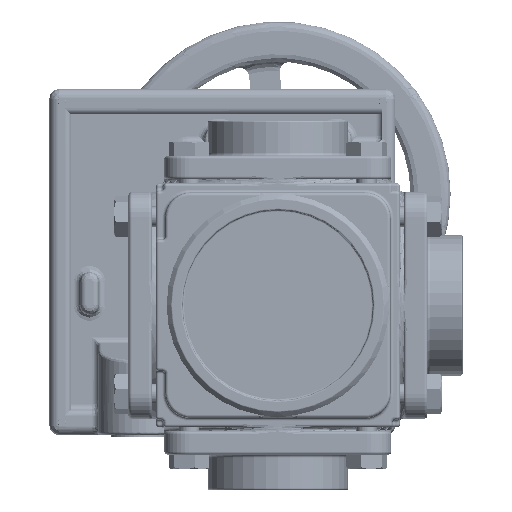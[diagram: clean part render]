
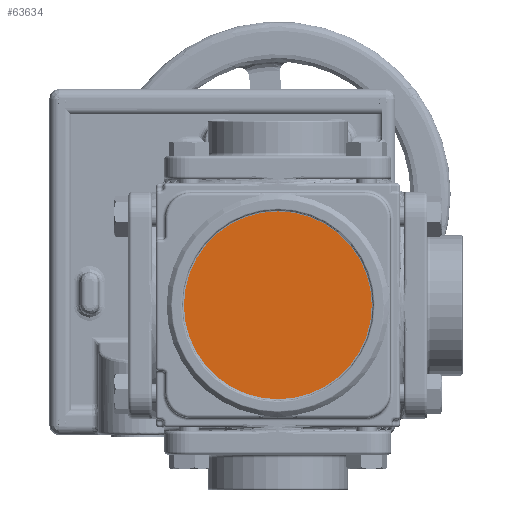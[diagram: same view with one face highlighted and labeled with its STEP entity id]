
A CAD part, front view. The second image highlights one B-rep face of the part: STEP entity #63634.
In plain terms, the highlighted planar face has unit normal (0, -1, 0).
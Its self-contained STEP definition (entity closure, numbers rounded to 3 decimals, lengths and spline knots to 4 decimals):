
#11599 = AXIS2_PLACEMENT_3D ( 'NONE', #59451, #136163, #70418 ) ;
#12630 = VERTEX_POINT ( 'NONE', #19720 ) ;
#13655 = ORIENTED_EDGE ( 'NONE', *, *, #114682, .T. ) ;
#14832 = ORIENTED_EDGE ( 'NONE', *, *, #116755, .T. ) ;
#15251 = DIRECTION ( 'NONE',  ( 0., -1., 0. ) ) ;
#19720 = CARTESIAN_POINT ( 'NONE',  ( 0., -2.392, -1.9013 ) ) ;
#27286 = CARTESIAN_POINT ( 'NONE',  ( 0., -2.392, 1.9013 ) ) ;
#28830 = DIRECTION ( 'NONE',  ( 0., -1., 0. ) ) ;
#51697 = VERTEX_POINT ( 'NONE', #27286 ) ;
#56983 = FACE_OUTER_BOUND ( 'NONE', #66977, .T. ) ;
#59451 = CARTESIAN_POINT ( 'NONE',  ( 0., -2.392, 0. ) ) ;
#63634 = ADVANCED_FACE ( 'NONE', ( #56983 ), #85242, .T. ) ;
#66977 = EDGE_LOOP ( 'NONE', ( #14832, #13655 ) ) ;
#70418 = DIRECTION ( 'NONE',  ( 0., 0., -1. ) ) ;
#74215 = CARTESIAN_POINT ( 'NONE',  ( 0., -2.392, 0. ) ) ;
#80802 = CARTESIAN_POINT ( 'NONE',  ( 0., -2.392, 0. ) ) ;
#85242 = PLANE ( 'NONE',  #111408 ) ;
#88145 = CIRCLE ( 'NONE', #121637, 1.9013 ) ;
#91819 = DIRECTION ( 'NONE',  ( 0., 0., -1. ) ) ;
#96283 = DIRECTION ( 'NONE',  ( 0., 0., -1. ) ) ;
#111408 = AXIS2_PLACEMENT_3D ( 'NONE', #74215, #28830, #96283 ) ;
#114682 = EDGE_CURVE ( 'NONE', #51697, #12630, #88145, .T. ) ;
#116755 = EDGE_CURVE ( 'NONE', #12630, #51697, #141082, .T. ) ;
#121637 = AXIS2_PLACEMENT_3D ( 'NONE', #80802, #15251, #91819 ) ;
#136163 = DIRECTION ( 'NONE',  ( 0., -1., 0. ) ) ;
#141082 = CIRCLE ( 'NONE', #11599, 1.9013 ) ;
